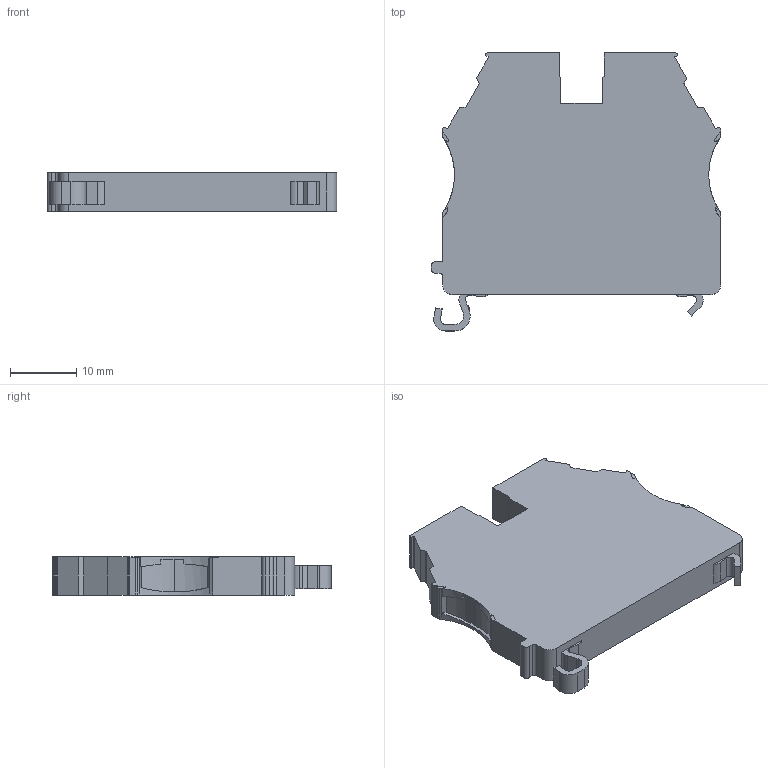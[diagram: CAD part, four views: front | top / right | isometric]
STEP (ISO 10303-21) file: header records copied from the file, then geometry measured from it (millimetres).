
FILE_DESCRIPTION (( 'STEP AP214' ), '1' );
FILE_NAME ('334170_AVK 2,5 TRD.STP', '2013-11-12T05:57:36', ( 'arge' ), ( 'Microsoft' ), 'SwSTEP 2.0', 'SolidWorks 2013', '' );
FILE_SCHEMA (( 'AUTOMOTIVE_DESIGN' ));
Length unit declared in the file: millimetre
Products named in the file (1): 334170_AVK 2,5 TRD
Bounding box: 43.7 x 42 x 5.75 mm (x, y, z)
Volume: 7807.6 mm3; surface area: 3878.1 mm2
Topology: 1 solids, 1 shells, 168 faces, 479 edges, 318 vertices
Faces by surface type: plane 101, cylinder 67
Entity records: 6455 total; most frequent: CARTESIAN_POINT 1092, ORIENTED_EDGE 958, DIRECTION 925, EDGE_CURVE 479, VECTOR 323, LINE 323, VERTEX_POINT 318, AXIS2_PLACEMENT_3D 301
